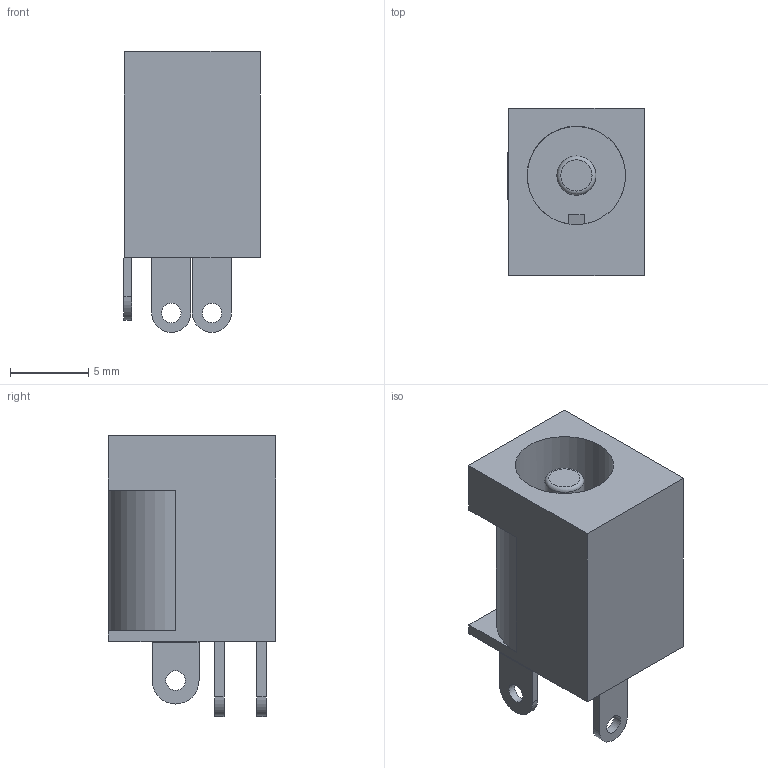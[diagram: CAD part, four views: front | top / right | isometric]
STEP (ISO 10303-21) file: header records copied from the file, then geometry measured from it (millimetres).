
FILE_DESCRIPTION(('for SolidWorks'),'2;1');
FILE_NAME('pj-006b.step', '2016-08-25T13:52:37',('Serg'),(''),'Open CASCADE STEP processor 6.6', 'DipTrace','Unknown');
FILE_SCHEMA(('AUTOMOTIVE_DESIGN { 1 0 10303 214 1 1 1 1 }'));
Length unit declared in the file: millimetre
Products named in the file (2): ASSEMBLY; pj-006b
Assembly tree (1 placements, depth 2):
  ASSEMBLY
    pj-006b
Bounding box: 8.75 x 10.7 x 18 mm (x, y, z)
Volume: 911.2 mm3; surface area: 1037.6 mm2
Topology: 1 solids, 1 shells, 42 faces, 108 edges, 72 vertices
Faces by surface type: plane 31, cylinder 10, torus 1
Full cylindrical faces by diameter (mm): 1.25 x3, 2.5 x1, 6.3 x1
Entity records: 1614 total; most frequent: CARTESIAN_POINT 224, DIRECTION 221, ORIENTED_EDGE 216, EDGE_CURVE 108, LINE 83, VECTOR 83, VERTEX_POINT 72, AXIS2_PLACEMENT_3D 69
